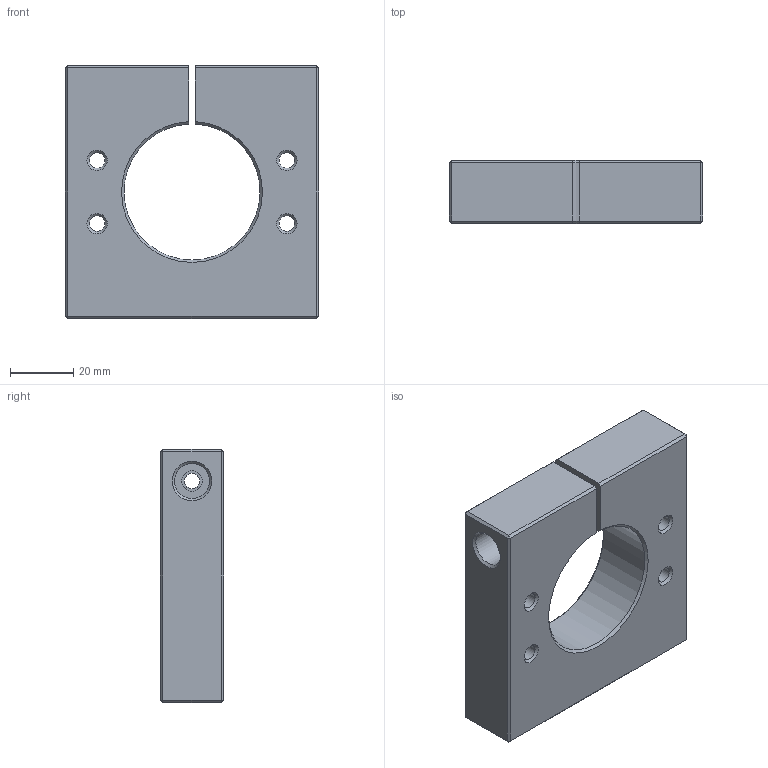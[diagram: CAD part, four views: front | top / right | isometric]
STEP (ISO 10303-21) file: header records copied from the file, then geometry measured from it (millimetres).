
FILE_DESCRIPTION(/* description */ ('Alibre Inc.'),/* implementation_level */ '2;1');
FILE_NAME(/* name */ 'export-EC2BC247-B9D5-48EF-91CE-4D48F891FEB1',/* time_stamp */ '2021-01-06T15:49:24+01:00',/* author */ (''),/* organization */ (''),/* preprocessor_version */ 'ST-DEVELOPER v17',/* originating_system */ 'Alibre',/* authorisation */ '');
FILE_SCHEMA (('AUTOMOTIVE_DESIGN'));
Length unit declared in the file: millimetre
Bounding box: 80 x 20 x 80 mm (x, y, z)
Volume: 91634.3 mm3; surface area: 22754 mm2
Topology: 1 solids, 1 shells, 66 faces, 146 edges, 84 vertices
Faces by surface type: plane 33, cone 20, cylinder 13
Full cylindrical faces by diameter (mm): 4.134 x2, 4.917 x5, 6.5 x2, 6.647 x2, 11 x1
Entity records: 1590 total; most frequent: CARTESIAN_POINT 270, DIRECTION 247, ORIENTED_EDGE 220, FACE_BOUND 114, EDGE_CURVE 110, EDGE_LOOP 110, AXIS2_PLACEMENT_3D 108, VERTEX_POINT 82
